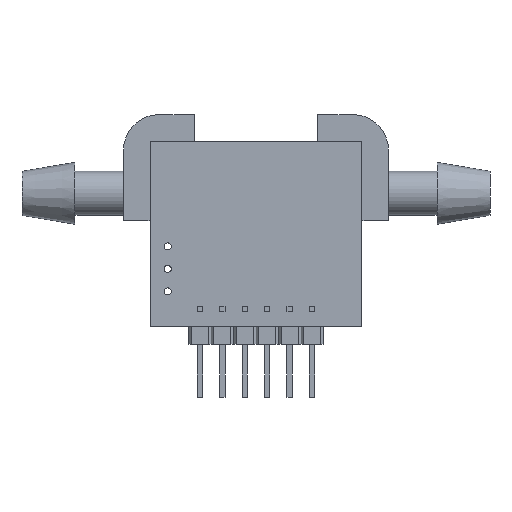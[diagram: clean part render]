
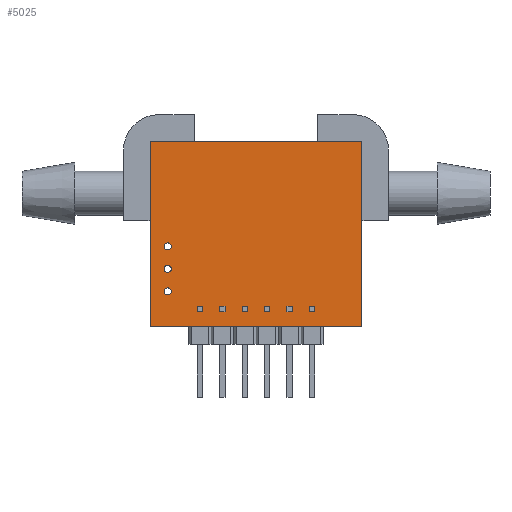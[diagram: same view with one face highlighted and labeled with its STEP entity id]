
A CAD part, left-side view. The second image highlights one B-rep face of the part: STEP entity #5025.
In plain terms, the highlighted planar face has unit normal (-1, 0, 0).
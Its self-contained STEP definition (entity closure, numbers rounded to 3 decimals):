
#240=FACE_BOUND('',#739,.T.);
#241=FACE_BOUND('',#740,.T.);
#242=FACE_BOUND('',#741,.T.);
#243=FACE_BOUND('',#742,.T.);
#244=FACE_BOUND('',#743,.T.);
#245=FACE_BOUND('',#744,.T.);
#246=FACE_BOUND('',#745,.T.);
#247=FACE_BOUND('',#746,.T.);
#307=CIRCLE('',#5267,0.4);
#310=CIRCLE('',#5271,0.4);
#313=CIRCLE('',#5275,0.4);
#464=FACE_OUTER_BOUND('',#738,.T.);
#738=EDGE_LOOP('',(#3869,#3870,#3871,#3872));
#739=EDGE_LOOP('',(#3873));
#740=EDGE_LOOP('',(#3874));
#741=EDGE_LOOP('',(#3875));
#742=EDGE_LOOP('',(#3876,#3877,#3878,#3879));
#743=EDGE_LOOP('',(#3880,#3881,#3882,#3883));
#744=EDGE_LOOP('',(#3884,#3885,#3886,#3887));
#745=EDGE_LOOP('',(#3888,#3889,#3890,#3891));
#746=EDGE_LOOP('',(#3892,#3893,#3894,#3895));
#1004=LINE('',#6981,#1591);
#1008=LINE('',#6989,#1595);
#1011=LINE('',#6995,#1598);
#1014=LINE('',#7000,#1601);
#1036=LINE('',#7055,#1623);
#1040=LINE('',#7063,#1627);
#1043=LINE('',#7069,#1630);
#1046=LINE('',#7074,#1633);
#1068=LINE('',#7129,#1655);
#1072=LINE('',#7137,#1659);
#1075=LINE('',#7143,#1662);
#1078=LINE('',#7148,#1665);
#1100=LINE('',#7203,#1687);
#1104=LINE('',#7211,#1691);
#1107=LINE('',#7217,#1694);
#1110=LINE('',#7222,#1697);
#1132=LINE('',#7277,#1719);
#1136=LINE('',#7285,#1723);
#1139=LINE('',#7291,#1726);
#1142=LINE('',#7296,#1729);
#1166=LINE('',#7355,#1753);
#1169=LINE('',#7361,#1756);
#1172=LINE('',#7367,#1759);
#1175=LINE('',#7371,#1762);
#1591=VECTOR('',#5786,10.);
#1595=VECTOR('',#5792,10.);
#1598=VECTOR('',#5797,10.);
#1601=VECTOR('',#5802,10.);
#1623=VECTOR('',#5854,10.);
#1627=VECTOR('',#5860,10.);
#1630=VECTOR('',#5865,10.);
#1633=VECTOR('',#5870,10.);
#1655=VECTOR('',#5922,10.);
#1659=VECTOR('',#5928,10.);
#1662=VECTOR('',#5933,10.);
#1665=VECTOR('',#5938,10.);
#1687=VECTOR('',#5990,10.);
#1691=VECTOR('',#5996,10.);
#1694=VECTOR('',#6001,10.);
#1697=VECTOR('',#6006,10.);
#1719=VECTOR('',#6058,10.);
#1723=VECTOR('',#6064,10.);
#1726=VECTOR('',#6069,10.);
#1729=VECTOR('',#6074,10.);
#1753=VECTOR('',#6128,10.);
#1756=VECTOR('',#6133,10.);
#1759=VECTOR('',#6138,10.);
#1762=VECTOR('',#6143,10.);
#2159=VERTEX_POINT('',#6910);
#2162=VERTEX_POINT('',#6918);
#2165=VERTEX_POINT('',#6926);
#2182=VERTEX_POINT('',#6979);
#2183=VERTEX_POINT('',#6980);
#2186=VERTEX_POINT('',#6988);
#2188=VERTEX_POINT('',#6994);
#2206=VERTEX_POINT('',#7053);
#2207=VERTEX_POINT('',#7054);
#2210=VERTEX_POINT('',#7062);
#2212=VERTEX_POINT('',#7068);
#2230=VERTEX_POINT('',#7127);
#2231=VERTEX_POINT('',#7128);
#2234=VERTEX_POINT('',#7136);
#2236=VERTEX_POINT('',#7142);
#2254=VERTEX_POINT('',#7201);
#2255=VERTEX_POINT('',#7202);
#2258=VERTEX_POINT('',#7210);
#2260=VERTEX_POINT('',#7216);
#2278=VERTEX_POINT('',#7275);
#2279=VERTEX_POINT('',#7276);
#2282=VERTEX_POINT('',#7284);
#2284=VERTEX_POINT('',#7290);
#2304=VERTEX_POINT('',#7352);
#2305=VERTEX_POINT('',#7354);
#2307=VERTEX_POINT('',#7360);
#2309=VERTEX_POINT('',#7366);
#2667=EDGE_CURVE('',#2159,#2159,#307,.T.);
#2671=EDGE_CURVE('',#2162,#2162,#310,.T.);
#2675=EDGE_CURVE('',#2165,#2165,#313,.T.);
#2700=EDGE_CURVE('',#2182,#2183,#1004,.T.);
#2704=EDGE_CURVE('',#2183,#2186,#1008,.T.);
#2707=EDGE_CURVE('',#2186,#2188,#1011,.T.);
#2710=EDGE_CURVE('',#2188,#2182,#1014,.T.);
#2736=EDGE_CURVE('',#2206,#2207,#1036,.T.);
#2740=EDGE_CURVE('',#2207,#2210,#1040,.T.);
#2743=EDGE_CURVE('',#2210,#2212,#1043,.T.);
#2746=EDGE_CURVE('',#2212,#2206,#1046,.T.);
#2772=EDGE_CURVE('',#2230,#2231,#1068,.T.);
#2776=EDGE_CURVE('',#2231,#2234,#1072,.T.);
#2779=EDGE_CURVE('',#2234,#2236,#1075,.T.);
#2782=EDGE_CURVE('',#2236,#2230,#1078,.T.);
#2808=EDGE_CURVE('',#2254,#2255,#1100,.T.);
#2812=EDGE_CURVE('',#2255,#2258,#1104,.T.);
#2815=EDGE_CURVE('',#2258,#2260,#1107,.T.);
#2818=EDGE_CURVE('',#2260,#2254,#1110,.T.);
#2844=EDGE_CURVE('',#2278,#2279,#1132,.T.);
#2848=EDGE_CURVE('',#2279,#2282,#1136,.T.);
#2851=EDGE_CURVE('',#2282,#2284,#1139,.T.);
#2854=EDGE_CURVE('',#2284,#2278,#1142,.T.);
#2882=EDGE_CURVE('',#2305,#2304,#1166,.T.);
#2885=EDGE_CURVE('',#2307,#2305,#1169,.T.);
#2888=EDGE_CURVE('',#2309,#2307,#1172,.T.);
#2891=EDGE_CURVE('',#2304,#2309,#1175,.T.);
#3869=ORIENTED_EDGE('',*,*,#2891,.T.);
#3870=ORIENTED_EDGE('',*,*,#2888,.T.);
#3871=ORIENTED_EDGE('',*,*,#2885,.T.);
#3872=ORIENTED_EDGE('',*,*,#2882,.T.);
#3873=ORIENTED_EDGE('',*,*,#2667,.T.);
#3874=ORIENTED_EDGE('',*,*,#2671,.T.);
#3875=ORIENTED_EDGE('',*,*,#2675,.T.);
#3876=ORIENTED_EDGE('',*,*,#2700,.T.);
#3877=ORIENTED_EDGE('',*,*,#2704,.T.);
#3878=ORIENTED_EDGE('',*,*,#2707,.T.);
#3879=ORIENTED_EDGE('',*,*,#2710,.T.);
#3880=ORIENTED_EDGE('',*,*,#2736,.T.);
#3881=ORIENTED_EDGE('',*,*,#2740,.T.);
#3882=ORIENTED_EDGE('',*,*,#2743,.T.);
#3883=ORIENTED_EDGE('',*,*,#2746,.T.);
#3884=ORIENTED_EDGE('',*,*,#2772,.T.);
#3885=ORIENTED_EDGE('',*,*,#2776,.T.);
#3886=ORIENTED_EDGE('',*,*,#2779,.T.);
#3887=ORIENTED_EDGE('',*,*,#2782,.T.);
#3888=ORIENTED_EDGE('',*,*,#2808,.T.);
#3889=ORIENTED_EDGE('',*,*,#2812,.T.);
#3890=ORIENTED_EDGE('',*,*,#2815,.T.);
#3891=ORIENTED_EDGE('',*,*,#2818,.T.);
#3892=ORIENTED_EDGE('',*,*,#2844,.T.);
#3893=ORIENTED_EDGE('',*,*,#2848,.T.);
#3894=ORIENTED_EDGE('',*,*,#2851,.T.);
#3895=ORIENTED_EDGE('',*,*,#2854,.T.);
#4787=PLANE('',#5383);
#5025=ADVANCED_FACE('',(#464,#240,#241,#242,#243,#244,#245,#246,#247),#4787,
 .T.);
#5267=AXIS2_PLACEMENT_3D('',#6912,#5718,#5719);
#5271=AXIS2_PLACEMENT_3D('',#6920,#5727,#5728);
#5275=AXIS2_PLACEMENT_3D('',#6928,#5736,#5737);
#5383=AXIS2_PLACEMENT_3D('',#7372,#6144,#6145);
#5718=DIRECTION('center_axis',(1.,0.,0.));
#5719=DIRECTION('ref_axis',(0.,0.,-1.));
#5727=DIRECTION('center_axis',(1.,0.,0.));
#5728=DIRECTION('ref_axis',(0.,0.,-1.));
#5736=DIRECTION('center_axis',(1.,0.,0.));
#5737=DIRECTION('ref_axis',(0.,0.,-1.));
#5786=DIRECTION('',(0.,0.,-1.));
#5792=DIRECTION('',(0.,1.,0.));
#5797=DIRECTION('',(0.,0.,1.));
#5802=DIRECTION('',(0.,-1.,0.));
#5854=DIRECTION('',(0.,0.,-1.));
#5860=DIRECTION('',(0.,1.,0.));
#5865=DIRECTION('',(0.,0.,1.));
#5870=DIRECTION('',(0.,-1.,0.));
#5922=DIRECTION('',(0.,0.,-1.));
#5928=DIRECTION('',(0.,1.,0.));
#5933=DIRECTION('',(0.,0.,1.));
#5938=DIRECTION('',(0.,-1.,0.));
#5990=DIRECTION('',(0.,0.,-1.));
#5996=DIRECTION('',(0.,1.,0.));
#6001=DIRECTION('',(0.,0.,1.));
#6006=DIRECTION('',(0.,-1.,0.));
#6058=DIRECTION('',(0.,0.,-1.));
#6064=DIRECTION('',(0.,1.,0.));
#6069=DIRECTION('',(0.,0.,1.));
#6074=DIRECTION('',(0.,-1.,0.));
#6128=DIRECTION('',(0.,0.,1.));
#6133=DIRECTION('',(0.,-1.,0.));
#6138=DIRECTION('',(0.,0.,-1.));
#6143=DIRECTION('',(0.,1.,0.));
#6144=DIRECTION('center_axis',(-1.,0.,0.));
#6145=DIRECTION('ref_axis',(0.,0.,1.));
#6910=CARTESIAN_POINT('',(-3.,-5.,-5.62));
#6912=CARTESIAN_POINT('Origin',(-3.,-5.,-6.02));
#6918=CARTESIAN_POINT('',(-3.,-5.,-8.16));
#6920=CARTESIAN_POINT('Origin',(-3.,-5.,-8.56));
#6926=CARTESIAN_POINT('',(-3.,-5.,-10.7));
#6928=CARTESIAN_POINT('Origin',(-3.,-5.,-11.1));
#6979=CARTESIAN_POINT('',(-3.,-8.95,-12.8));
#6980=CARTESIAN_POINT('',(-3.,-8.95,-13.4));
#6981=CARTESIAN_POINT('',(-3.,-8.95,-9.));
#6988=CARTESIAN_POINT('',(-3.,-8.35,-13.4));
#6989=CARTESIAN_POINT('',(-3.,-11.675,-13.4));
#6994=CARTESIAN_POINT('',(-3.,-8.35,-12.8));
#6995=CARTESIAN_POINT('',(-3.,-8.35,-8.7));
#7000=CARTESIAN_POINT('',(-3.,-11.975,-12.8));
#7053=CARTESIAN_POINT('',(-3.,-11.49,-12.8));
#7054=CARTESIAN_POINT('',(-3.,-11.49,-13.4));
#7055=CARTESIAN_POINT('',(-3.,-11.49,-9.));
#7062=CARTESIAN_POINT('',(-3.,-10.89,-13.4));
#7063=CARTESIAN_POINT('',(-3.,-12.945,-13.4));
#7068=CARTESIAN_POINT('',(-3.,-10.89,-12.8));
#7069=CARTESIAN_POINT('',(-3.,-10.89,-8.7));
#7074=CARTESIAN_POINT('',(-3.,-13.245,-12.8));
#7127=CARTESIAN_POINT('',(-3.,-14.03,-12.8));
#7128=CARTESIAN_POINT('',(-3.,-14.03,-13.4));
#7129=CARTESIAN_POINT('',(-3.,-14.03,-9.));
#7136=CARTESIAN_POINT('',(-3.,-13.43,-13.4));
#7137=CARTESIAN_POINT('',(-3.,-14.215,-13.4));
#7142=CARTESIAN_POINT('',(-3.,-13.43,-12.8));
#7143=CARTESIAN_POINT('',(-3.,-13.43,-8.7));
#7148=CARTESIAN_POINT('',(-3.,-14.515,-12.8));
#7201=CARTESIAN_POINT('',(-3.,-16.57,-12.8));
#7202=CARTESIAN_POINT('',(-3.,-16.57,-13.4));
#7203=CARTESIAN_POINT('',(-3.,-16.57,-9.));
#7210=CARTESIAN_POINT('',(-3.,-15.97,-13.4));
#7211=CARTESIAN_POINT('',(-3.,-15.485,-13.4));
#7216=CARTESIAN_POINT('',(-3.,-15.97,-12.8));
#7217=CARTESIAN_POINT('',(-3.,-15.97,-8.7));
#7222=CARTESIAN_POINT('',(-3.,-15.785,-12.8));
#7275=CARTESIAN_POINT('',(-3.,-19.11,-12.8));
#7276=CARTESIAN_POINT('',(-3.,-19.11,-13.4));
#7277=CARTESIAN_POINT('',(-3.,-19.11,-9.));
#7284=CARTESIAN_POINT('',(-3.,-18.51,-13.4));
#7285=CARTESIAN_POINT('',(-3.,-16.755,-13.4));
#7290=CARTESIAN_POINT('',(-3.,-18.51,-12.8));
#7291=CARTESIAN_POINT('',(-3.,-18.51,-8.7));
#7296=CARTESIAN_POINT('',(-3.,-17.055,-12.8));
#7352=CARTESIAN_POINT('',(-3.,-27.,5.9));
#7354=CARTESIAN_POINT('',(-3.,-27.,-15.1));
#7355=CARTESIAN_POINT('',(-3.,-27.,-15.1));
#7360=CARTESIAN_POINT('',(-3.,-3.,-15.1));
#7361=CARTESIAN_POINT('',(-3.,-3.,-15.1));
#7366=CARTESIAN_POINT('',(-3.,-3.,5.9));
#7367=CARTESIAN_POINT('',(-3.,-3.,5.9));
#7371=CARTESIAN_POINT('',(-3.,-27.,5.9));
#7372=CARTESIAN_POINT('Origin',(-3.,-15.,-4.6));
